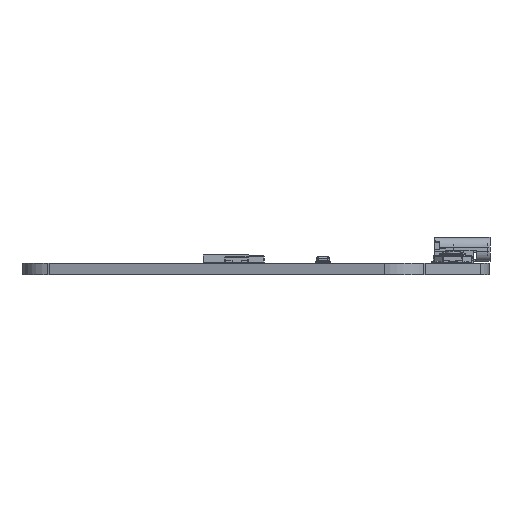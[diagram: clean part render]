
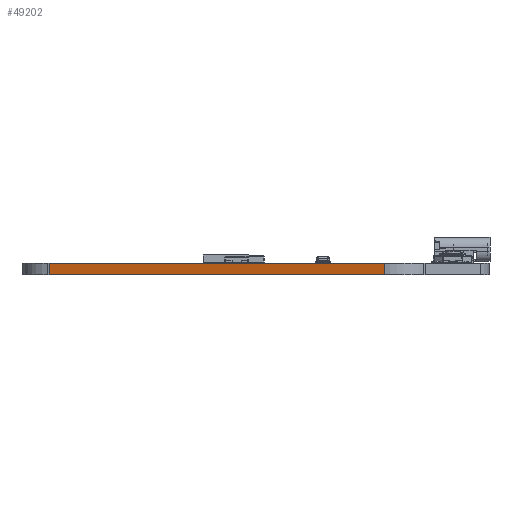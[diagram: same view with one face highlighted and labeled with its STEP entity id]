
A CAD part, left-side view. The second image highlights one B-rep face of the part: STEP entity #49202.
In plain terms, the highlighted planar face has unit normal (-0.954, 0.299, 0).
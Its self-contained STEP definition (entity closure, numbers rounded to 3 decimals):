
#47706 = VERTEX_POINT('',#47707);
#47707 = CARTESIAN_POINT('',(118.464,-64.284,0.));
#47713 = EDGE_CURVE('',#47714,#47706,#47716,.T.);
#47714 = VERTEX_POINT('',#47715);
#47715 = CARTESIAN_POINT('',(104.588,-108.575,0.));
#47716 = LINE('',#47717,#47718);
#47717 = CARTESIAN_POINT('',(104.588,-108.575,0.));
#47718 = VECTOR('',#47719,1.);
#47719 = DIRECTION('',(0.299,0.954,0.));
#48286 = VERTEX_POINT('',#48287);
#48287 = CARTESIAN_POINT('',(118.464,-64.284,1.51));
#48293 = EDGE_CURVE('',#48294,#48286,#48296,.T.);
#48294 = VERTEX_POINT('',#48295);
#48295 = CARTESIAN_POINT('',(104.588,-108.575,1.51));
#48296 = LINE('',#48297,#48298);
#48297 = CARTESIAN_POINT('',(104.588,-108.575,1.51));
#48298 = VECTOR('',#48299,1.);
#48299 = DIRECTION('',(0.299,0.954,0.));
#49172 = EDGE_CURVE('',#47706,#48286,#49173,.T.);
#49173 = LINE('',#49174,#49175);
#49174 = CARTESIAN_POINT('',(118.464,-64.284,0.));
#49175 = VECTOR('',#49176,1.);
#49176 = DIRECTION('',(0.,0.,1.));
#49202 = ADVANCED_FACE('',(#49203),#49214,.T.);
#49203 = FACE_BOUND('',#49204,.T.);
#49204 = EDGE_LOOP('',(#49205,#49211,#49212,#49213));
#49205 = ORIENTED_EDGE('',*,*,#49206,.T.);
#49206 = EDGE_CURVE('',#47714,#48294,#49207,.T.);
#49207 = LINE('',#49208,#49209);
#49208 = CARTESIAN_POINT('',(104.588,-108.575,0.));
#49209 = VECTOR('',#49210,1.);
#49210 = DIRECTION('',(0.,0.,1.));
#49211 = ORIENTED_EDGE('',*,*,#48293,.T.);
#49212 = ORIENTED_EDGE('',*,*,#49172,.F.);
#49213 = ORIENTED_EDGE('',*,*,#47713,.F.);
#49214 = PLANE('',#49215);
#49215 = AXIS2_PLACEMENT_3D('',#49216,#49217,#49218);
#49216 = CARTESIAN_POINT('',(104.588,-108.575,0.));
#49217 = DIRECTION('',(-0.954,0.299,0.));
#49218 = DIRECTION('',(0.299,0.954,0.));
